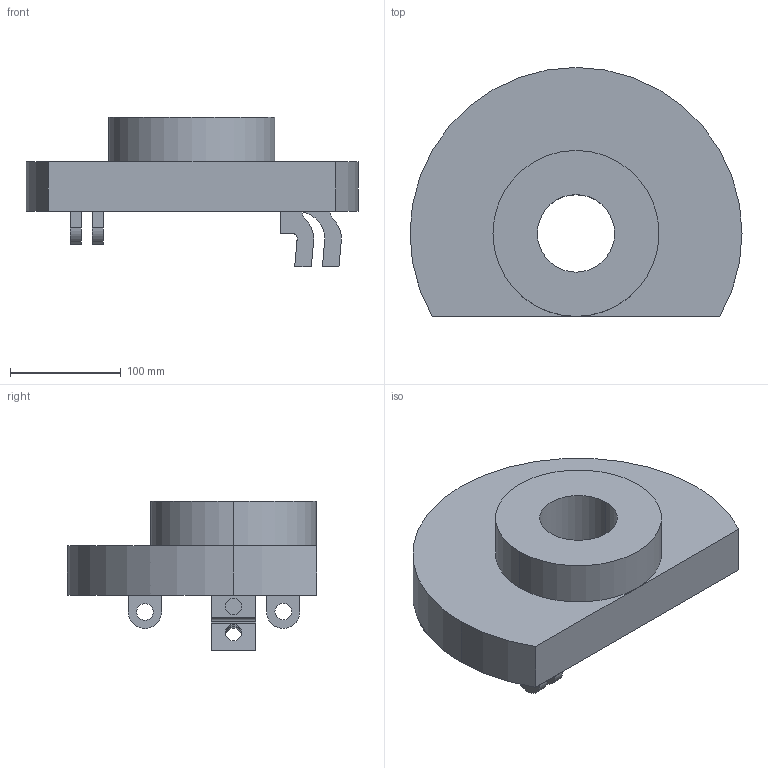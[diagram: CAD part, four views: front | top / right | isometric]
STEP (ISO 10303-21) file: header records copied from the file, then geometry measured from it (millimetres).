
FILE_DESCRIPTION(('CATIA V5 STEP Exchange'),'2;1');
FILE_NAME('Brake_support_back.stp','2020-09-22T14:48:44+00:00',('none'),('none'),'CATIA Version 5 Release 21 GA (IN-10)','CATIA V5 STEP AP203','none');
FILE_SCHEMA(('CONFIG_CONTROL_DESIGN'));
Length unit declared in the file: millimetre
Products named in the file (1): Part1
Bounding box: 300 x 225 x 135 mm (x, y, z)
Volume: 3010502.2 mm3; surface area: 208085.9 mm2
Topology: 1 solids, 1 shells, 73 faces, 190 edges, 123 vertices
Faces by surface type: plane 42, cylinder 31
Entity records: 2088 total; most frequent: ORIENTED_EDGE 380, CARTESIAN_POINT 355, DIRECTION 272, EDGE_CURVE 190, VECTOR 127, LINE 127, VERTEX_POINT 123, AXIS2_PLACEMENT_3D 105
